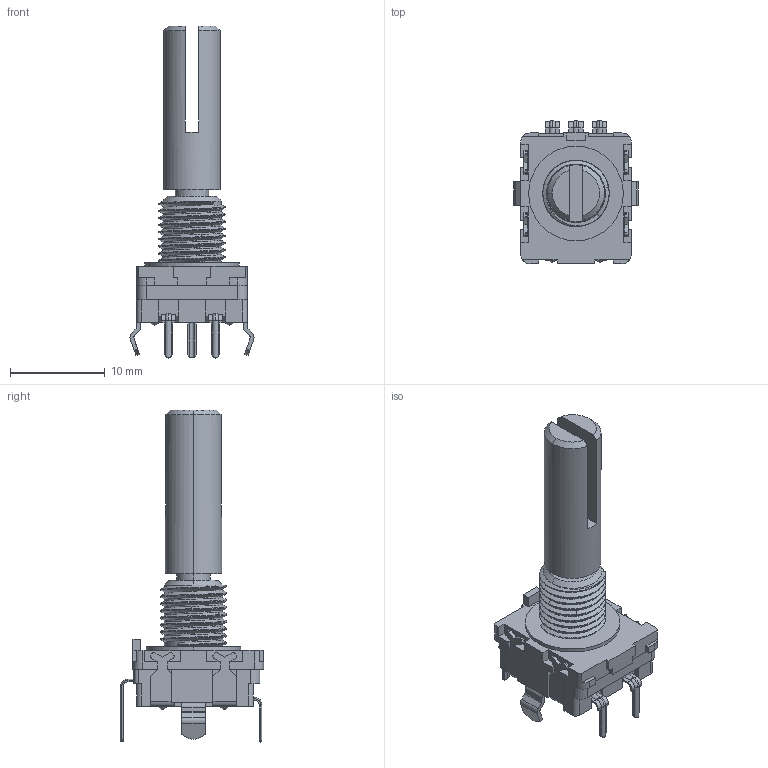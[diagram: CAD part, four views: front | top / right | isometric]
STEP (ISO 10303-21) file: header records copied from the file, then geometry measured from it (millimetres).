
FILE_DESCRIPTION (( 'STEP AP214' ), '1' );
FILE_NAME ('User Library-EC11B15244.STEP', '2019-07-13T08:33:20', ( '' ), ( '' ), 'SwSTEP 2.0', 'SolidWorks 2019', '' );
FILE_SCHEMA (( 'AUTOMOTIVE_DESIGN' ));
Length unit declared in the file: millimetre
Products named in the file (8): User Library-EC11B15244_Pin; User Library-EC11B15244_Pins; User Library-EC11B15244; User Library-EC11B15244_Shaft; User Library-EC11B15244_PlasticBody; User Library-EC11B15244_Imported; User Library-EC11B15244_Sheet Metal Part53; User Library-EC11B15244_MetalBody
Assembly tree (10 placements, depth 3):
  User Library-EC11B15244
    User Library-EC11B15244_Shaft
    User Library-EC11B15244_MetalBody
    User Library-EC11B15244_PlasticBody
    User Library-EC11B15244_Pins
      User Library-EC11B15244_Imported  x3
      User Library-EC11B15244_Pin  x2
      User Library-EC11B15244_Sheet Metal Part53
Bounding box: 13.1 x 15.13 x 35.07 mm (x, y, z)
Volume: 1516.4 mm3; surface area: 2119.5 mm2
Topology: 12 solids, 12 shells, 516 faces, 1401 edges, 920 vertices
Faces by surface type: plane 321, cylinder 142, bspline 48, cone 5
Entity records: 17281 total; most frequent: CARTESIAN_POINT 6537, ORIENTED_EDGE 2310, DIRECTION 1974, EDGE_CURVE 1155, LINE 836, VECTOR 836, VERTEX_POINT 766, AXIS2_PLACEMENT_3D 569
